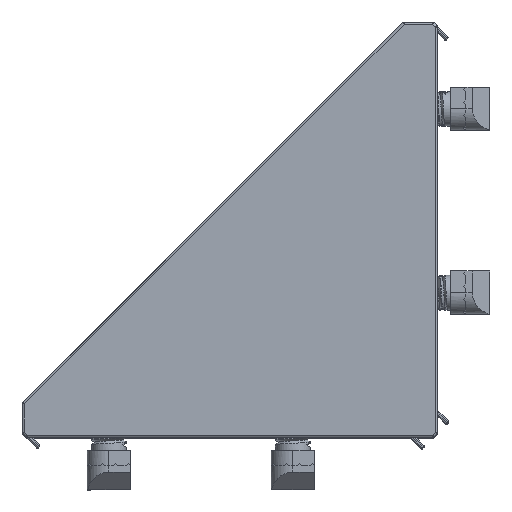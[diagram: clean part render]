
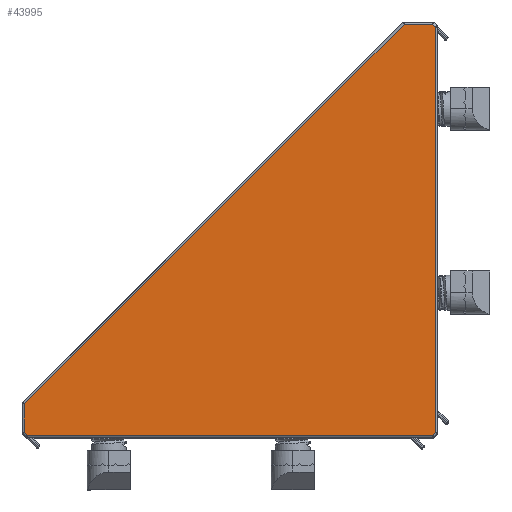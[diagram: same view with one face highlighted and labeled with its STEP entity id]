
A CAD part, top view. The second image highlights one B-rep face of the part: STEP entity #43995.
In plain terms, the highlighted planar face has unit normal (0, 0, 1).
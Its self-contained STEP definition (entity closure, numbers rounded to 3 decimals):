
#2361 = LINE ( 'NONE', #78224, #89951 ) ;
#2833 = CARTESIAN_POINT ( 'NONE',  ( -53.404, -40.698, 48. ) ) ;
#2860 = VERTEX_POINT ( 'NONE', #58766 ) ;
#3478 = LINE ( 'NONE', #4388, #13335 ) ;
#4108 = CARTESIAN_POINT ( 'NONE',  ( -53.05, -41.051, 48. ) ) ;
#4388 = CARTESIAN_POINT ( 'NONE',  ( -53.904, -33.905, 48. ) ) ;
#5213 = ORIENTED_EDGE ( 'NONE', *, *, #48024, .T. ) ;
#6288 = EDGE_CURVE ( 'NONE', #79002, #23998, #14180, .T. ) ;
#6295 = VERTEX_POINT ( 'NONE', #44834 ) ;
#6865 = CARTESIAN_POINT ( 'NONE',  ( 33.743, 53.949, 48. ) ) ;
#7783 = DIRECTION ( 'NONE',  ( 1., 0., 0. ) ) ;
#8674 = CARTESIAN_POINT ( 'NONE',  ( 40.743, -41.051, 48. ) ) ;
#10137 = AXIS2_PLACEMENT_3D ( 'NONE', #62537, #41515, #69809 ) ;
#13335 = VECTOR ( 'NONE', #38328, 1000. ) ;
#13724 = ORIENTED_EDGE ( 'NONE', *, *, #79114, .T. ) ;
#14180 = LINE ( 'NONE', #6865, #35381 ) ;
#15477 = LINE ( 'NONE', #39169, #67864 ) ;
#15837 = EDGE_CURVE ( 'NONE', #26385, #6295, #37120, .T. ) ;
#21043 = DIRECTION ( 'NONE',  ( -1., 0., 0. ) ) ;
#21195 = DIRECTION ( 'NONE',  ( 0.707, 0.707, 0. ) ) ;
#23998 = VERTEX_POINT ( 'NONE', #66152 ) ;
#25120 = EDGE_CURVE ( 'NONE', #6295, #65711, #70110, .T. ) ;
#26385 = VERTEX_POINT ( 'NONE', #4108 ) ;
#30271 = LINE ( 'NONE', #2833, #80899 ) ;
#33006 = VECTOR ( 'NONE', #37917, 1000. ) ;
#33433 = ORIENTED_EDGE ( 'NONE', *, *, #89729, .T. ) ;
#33726 = FACE_OUTER_BOUND ( 'NONE', #82113, .T. ) ;
#35381 = VECTOR ( 'NONE', #21043, 1000. ) ;
#37120 = LINE ( 'NONE', #8674, #56821 ) ;
#37917 = DIRECTION ( 'NONE',  ( -0.707, 0.707, 0. ) ) ;
#38328 = DIRECTION ( 'NONE',  ( -0.707, -0.707, 0. ) ) ;
#39169 = CARTESIAN_POINT ( 'NONE',  ( -53.757, -40.551, 48. ) ) ;
#41515 = DIRECTION ( 'NONE',  ( 0., 0., 1. ) ) ;
#42938 = EDGE_CURVE ( 'NONE', #2860, #79002, #44765, .T. ) ;
#43565 = DIRECTION ( 'NONE',  ( 0., 1., 0. ) ) ;
#43995 = ADVANCED_FACE ( 'NONE', ( #33726 ), #75718, .T. ) ;
#44765 = LINE ( 'NONE', #72607, #33006 ) ;
#44834 = CARTESIAN_POINT ( 'NONE',  ( 40.536, -41.051, 48. ) ) ;
#48003 = ORIENTED_EDGE ( 'NONE', *, *, #15837, .T. ) ;
#48024 = EDGE_CURVE ( 'NONE', #54804, #49690, #15477, .T. ) ;
#49690 = VERTEX_POINT ( 'NONE', #63481 ) ;
#53366 = VECTOR ( 'NONE', #21195, 1000. ) ;
#53938 = EDGE_CURVE ( 'NONE', #49690, #26385, #30271, .T. ) ;
#54804 = VERTEX_POINT ( 'NONE', #83619 ) ;
#56821 = VECTOR ( 'NONE', #7783, 1000. ) ;
#57469 = ORIENTED_EDGE ( 'NONE', *, *, #53938, .T. ) ;
#58766 = CARTESIAN_POINT ( 'NONE',  ( 41.243, 53.242, 48. ) ) ;
#62537 = CARTESIAN_POINT ( 'NONE',  ( 41.743, -40.551, 48. ) ) ;
#63481 = CARTESIAN_POINT ( 'NONE',  ( -53.757, -40.344, 48. ) ) ;
#64574 = DIRECTION ( 'NONE',  ( 0.707, -0.707, 0. ) ) ;
#65658 = DIRECTION ( 'NONE',  ( 0., -1., 0. ) ) ;
#65711 = VERTEX_POINT ( 'NONE', #72239 ) ;
#66152 = CARTESIAN_POINT ( 'NONE',  ( 33.95, 53.949, 48. ) ) ;
#67864 = VECTOR ( 'NONE', #65658, 1000. ) ;
#67895 = ORIENTED_EDGE ( 'NONE', *, *, #6288, .T. ) ;
#69316 = ORIENTED_EDGE ( 'NONE', *, *, #42938, .T. ) ;
#69809 = DIRECTION ( 'NONE',  ( 1., 0., 0. ) ) ;
#70110 = LINE ( 'NONE', #77398, #53366 ) ;
#71648 = CARTESIAN_POINT ( 'NONE',  ( 40.536, 53.949, 48. ) ) ;
#72239 = CARTESIAN_POINT ( 'NONE',  ( 41.243, -40.344, 48. ) ) ;
#72607 = CARTESIAN_POINT ( 'NONE',  ( 40.889, 53.595, 48. ) ) ;
#75718 = PLANE ( 'NONE',  #10137 ) ;
#77398 = CARTESIAN_POINT ( 'NONE',  ( 40.889, -40.698, 48. ) ) ;
#78224 = CARTESIAN_POINT ( 'NONE',  ( 41.243, 53.449, 48. ) ) ;
#79002 = VERTEX_POINT ( 'NONE', #71648 ) ;
#79114 = EDGE_CURVE ( 'NONE', #23998, #54804, #3478, .T. ) ;
#80899 = VECTOR ( 'NONE', #64574, 1000. ) ;
#82113 = EDGE_LOOP ( 'NONE', ( #33433, #69316, #67895, #13724, #5213, #57469, #48003, #88161 ) ) ;
#83619 = CARTESIAN_POINT ( 'NONE',  ( -53.757, -33.758, 48. ) ) ;
#88161 = ORIENTED_EDGE ( 'NONE', *, *, #25120, .T. ) ;
#89729 = EDGE_CURVE ( 'NONE', #65711, #2860, #2361, .T. ) ;
#89951 = VECTOR ( 'NONE', #43565, 1000. ) ;
